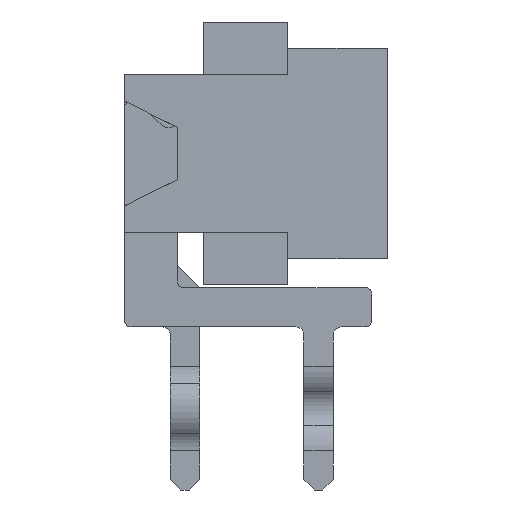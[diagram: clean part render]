
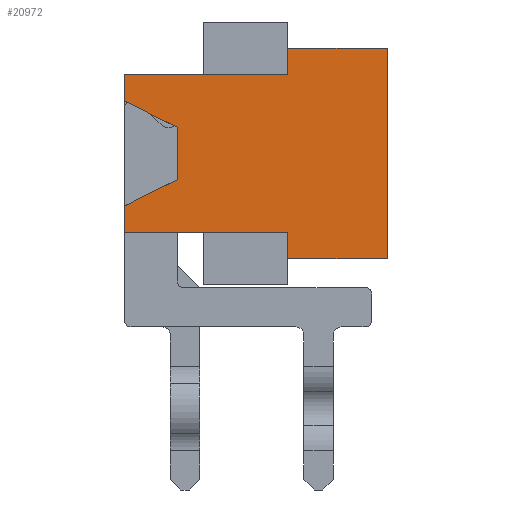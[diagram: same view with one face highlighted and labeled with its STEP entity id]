
A CAD part, front view. The second image highlights one B-rep face of the part: STEP entity #20972.
In plain terms, the highlighted face is planar.
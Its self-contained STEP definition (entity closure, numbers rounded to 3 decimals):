
#2665=ORIENTED_EDGE('',*,*,#8353,.F.);
#2666=ORIENTED_EDGE('',*,*,#8365,.F.);
#2667=ORIENTED_EDGE('',*,*,#8372,.T.);
#2668=ORIENTED_EDGE('',*,*,#7998,.F.);
#2669=ORIENTED_EDGE('',*,*,#7974,.T.);
#2670=ORIENTED_EDGE('',*,*,#8373,.F.);
#2671=ORIENTED_EDGE('',*,*,#8374,.F.);
#2672=ORIENTED_EDGE('',*,*,#8375,.T.);
#2673=ORIENTED_EDGE('',*,*,#8376,.T.);
#2674=ORIENTED_EDGE('',*,*,#7997,.T.);
#2675=ORIENTED_EDGE('',*,*,#7968,.F.);
#2676=ORIENTED_EDGE('',*,*,#8367,.F.);
#2677=ORIENTED_EDGE('',*,*,#8081,.F.);
#2678=ORIENTED_EDGE('',*,*,#8091,.F.);
#7968=EDGE_CURVE('',#10960,#10961,#13198,.T.);
#7974=EDGE_CURVE('',#10967,#10966,#13204,.T.);
#7997=EDGE_CURVE('',#10982,#10961,#13227,.T.);
#7998=EDGE_CURVE('',#10967,#10983,#13228,.T.);
#8081=EDGE_CURVE('',#11032,#11033,#13311,.T.);
#8091=EDGE_CURVE('',#11036,#11032,#13321,.T.);
#8353=EDGE_CURVE('',#11159,#11036,#13583,.T.);
#8365=EDGE_CURVE('',#11160,#11159,#13595,.T.);
#8367=EDGE_CURVE('',#11033,#10960,#13597,.T.);
#8372=EDGE_CURVE('',#11160,#10983,#13602,.T.);
#8373=EDGE_CURVE('',#11161,#10966,#13603,.T.);
#8374=EDGE_CURVE('',#11162,#11161,#13604,.T.);
#8375=EDGE_CURVE('',#11162,#11163,#13605,.T.);
#8376=EDGE_CURVE('',#11163,#10982,#13606,.T.);
#10960=VERTEX_POINT('',#30948);
#10961=VERTEX_POINT('',#30950);
#10966=VERTEX_POINT('',#30961);
#10967=VERTEX_POINT('',#30963);
#10982=VERTEX_POINT('',#31006);
#10983=VERTEX_POINT('',#31011);
#11032=VERTEX_POINT('',#31173);
#11033=VERTEX_POINT('',#31174);
#11036=VERTEX_POINT('',#31189);
#11159=VERTEX_POINT('',#31686);
#11160=VERTEX_POINT('',#31710);
#11161=VERTEX_POINT('',#31722);
#11162=VERTEX_POINT('',#31724);
#11163=VERTEX_POINT('',#31726);
#13198=LINE('',#30949,#15720);
#13204=LINE('',#30962,#15726);
#13227=LINE('',#31008,#15749);
#13228=LINE('',#31010,#15750);
#13311=LINE('',#31172,#15833);
#13321=LINE('',#31190,#15843);
#13583=LINE('',#31685,#16105);
#13595=LINE('',#31709,#16117);
#13597=LINE('',#31713,#16119);
#13602=LINE('',#31720,#16124);
#13603=LINE('',#31721,#16125);
#13604=LINE('',#31723,#16126);
#13605=LINE('',#31725,#16127);
#13606=LINE('',#31727,#16128);
#15720=VECTOR('',#24627,1000.);
#15726=VECTOR('',#24635,1000.);
#15749=VECTOR('',#24672,1000.);
#15750=VECTOR('',#24675,1000.);
#15833=VECTOR('',#24818,1000.);
#15843=VECTOR('',#24834,1000.);
#16105=VECTOR('',#25318,1000.);
#16117=VECTOR('',#25352,1000.);
#16119=VECTOR('',#25356,1000.);
#16124=VECTOR('',#25365,1000.);
#16125=VECTOR('',#25366,1000.);
#16126=VECTOR('',#25367,1000.);
#16127=VECTOR('',#25368,1000.);
#16128=VECTOR('',#25369,1000.);
#17918=EDGE_LOOP('',(#2665,#2666,#2667,#2668,#2669,#2670,#2671,#2672,#2673,
#2674,#2675,#2676,#2677,#2678));
#19054=FACE_BOUND('',#17918,.T.);
#20190=PLANE('',#22196);
#20972=ADVANCED_FACE('',(#19054),#20190,.F.);
#22196=AXIS2_PLACEMENT_3D('',#31719,#25363,#25364);
#24627=DIRECTION('',(0.,0.,1.));
#24635=DIRECTION('',(0.,-1.,0.));
#24672=DIRECTION('',(0.,0.,-1.));
#24675=DIRECTION('',(0.,0.,-1.));
#24818=DIRECTION('',(0.,0.447,-0.894));
#24834=DIRECTION('',(0.,1.,0.));
#25318=DIRECTION('',(0.,0.447,0.894));
#25352=DIRECTION('',(0.,1.,0.));
#25356=DIRECTION('',(0.,1.,0.));
#25363=DIRECTION('',(1.,0.,0.));
#25364=DIRECTION('',(0.,0.,-1.));
#25365=DIRECTION('',(0.,0.,1.));
#25366=DIRECTION('',(0.,0.,-1.));
#25367=DIRECTION('',(0.,-1.,0.));
#25368=DIRECTION('',(0.,0.,-1.));
#25369=DIRECTION('',(0.,-1.,0.));
#30948=CARTESIAN_POINT('',(-7.885,1.5,-1.5));
#30949=CARTESIAN_POINT('',(-7.885,1.5,-1.5));
#30950=CARTESIAN_POINT('',(-7.885,1.5,0.));
#30961=CARTESIAN_POINT('',(-7.885,-2.,1.6));
#30962=CARTESIAN_POINT('',(-7.885,2.,1.6));
#30963=CARTESIAN_POINT('',(-7.885,-1.5,1.6));
#31006=CARTESIAN_POINT('',(-7.885,1.5,1.6));
#31008=CARTESIAN_POINT('',(-7.885,1.5,18.634));
#31010=CARTESIAN_POINT('',(-7.885,-1.5,18.634));
#31011=CARTESIAN_POINT('',(-7.885,-1.5,0.));
#31172=CARTESIAN_POINT('',(-7.885,-0.8,2.1));
#31173=CARTESIAN_POINT('',(-7.885,0.5,-0.5));
#31174=CARTESIAN_POINT('',(-7.885,1.,-1.5));
#31189=CARTESIAN_POINT('',(-7.885,-0.5,-0.5));
#31190=CARTESIAN_POINT('',(-7.885,2.,-0.5));
#31685=CARTESIAN_POINT('',(-7.885,1.6,3.7));
#31686=CARTESIAN_POINT('',(-7.885,-1.,-1.5));
#31709=CARTESIAN_POINT('',(-7.885,-1.5,-1.5));
#31710=CARTESIAN_POINT('',(-7.885,-1.5,-1.5));
#31713=CARTESIAN_POINT('',(-7.885,-1.5,-1.5));
#31719=CARTESIAN_POINT('',(-7.885,2.,3.5));
#31720=CARTESIAN_POINT('',(-7.885,-1.5,-1.5));
#31721=CARTESIAN_POINT('',(-7.885,-2.,3.5));
#31722=CARTESIAN_POINT('',(-7.885,-2.,3.5));
#31723=CARTESIAN_POINT('',(-7.885,2.,3.5));
#31724=CARTESIAN_POINT('',(-7.885,2.,3.5));
#31725=CARTESIAN_POINT('',(-7.885,2.,3.5));
#31726=CARTESIAN_POINT('',(-7.885,2.,1.6));
#31727=CARTESIAN_POINT('',(-7.885,2.,1.6));
